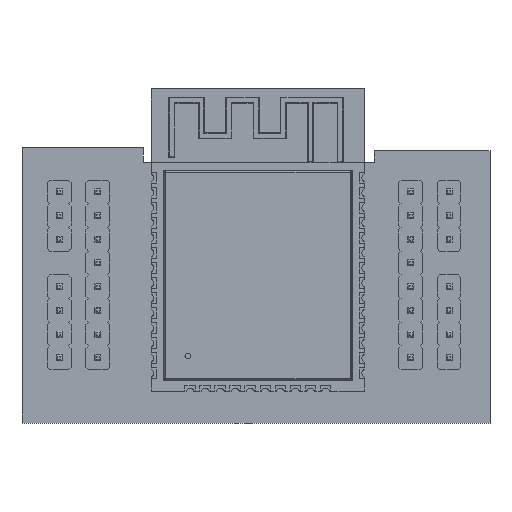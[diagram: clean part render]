
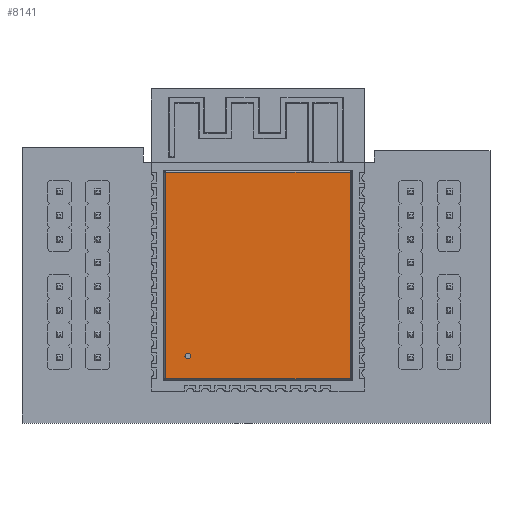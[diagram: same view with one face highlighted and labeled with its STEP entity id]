
A CAD part, top view. The second image highlights one B-rep face of the part: STEP entity #8141.
In plain terms, the highlighted face is planar.
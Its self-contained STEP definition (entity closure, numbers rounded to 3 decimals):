
#7764 = VERTEX_POINT('',#7765);
#7765 = CARTESIAN_POINT('',(-5.65,3.25,9.795));
#7771 = EDGE_CURVE('',#7772,#7764,#7774,.T.);
#7772 = VERTEX_POINT('',#7773);
#7773 = CARTESIAN_POINT('',(-6.15,3.25,9.795));
#7774 = CIRCLE('',#7775,0.25);
#7775 = AXIS2_PLACEMENT_3D('',#7776,#7777,#7778);
#7776 = CARTESIAN_POINT('',(-5.9,3.25,9.795));
#7777 = DIRECTION('',(0.,1.,0.));
#7778 = DIRECTION('',(1.,-0.,0.));
#8141 = ADVANCED_FACE('',(#8142,#8176),#8186,.T.);
#8142 = FACE_BOUND('',#8143,.T.);
#8143 = EDGE_LOOP('',(#8144,#8154,#8162,#8170));
#8144 = ORIENTED_EDGE('',*,*,#8145,.T.);
#8145 = EDGE_CURVE('',#8146,#8148,#8150,.T.);
#8146 = VERTEX_POINT('',#8147);
#8147 = CARTESIAN_POINT('',(-7.8,3.25,11.695));
#8148 = VERTEX_POINT('',#8149);
#8149 = CARTESIAN_POINT('',(7.8,3.25,11.695));
#8150 = LINE('',#8151,#8152);
#8151 = CARTESIAN_POINT('',(7.9,3.25,11.695));
#8152 = VECTOR('',#8153,1.);
#8153 = DIRECTION('',(1.,0.,0.));
#8154 = ORIENTED_EDGE('',*,*,#8155,.T.);
#8155 = EDGE_CURVE('',#8148,#8156,#8158,.T.);
#8156 = VERTEX_POINT('',#8157);
#8157 = CARTESIAN_POINT('',(7.8,3.25,-5.705));
#8158 = LINE('',#8159,#8160);
#8159 = CARTESIAN_POINT('',(7.8,3.25,-5.805));
#8160 = VECTOR('',#8161,1.);
#8161 = DIRECTION('',(0.,0.,-1.));
#8162 = ORIENTED_EDGE('',*,*,#8163,.T.);
#8163 = EDGE_CURVE('',#8156,#8164,#8166,.T.);
#8164 = VERTEX_POINT('',#8165);
#8165 = CARTESIAN_POINT('',(-7.8,3.25,-5.705));
#8166 = LINE('',#8167,#8168);
#8167 = CARTESIAN_POINT('',(-7.9,3.25,-5.705));
#8168 = VECTOR('',#8169,1.);
#8169 = DIRECTION('',(-1.,0.,0.));
#8170 = ORIENTED_EDGE('',*,*,#8171,.T.);
#8171 = EDGE_CURVE('',#8164,#8146,#8172,.T.);
#8172 = LINE('',#8173,#8174);
#8173 = CARTESIAN_POINT('',(-7.8,3.25,11.795));
#8174 = VECTOR('',#8175,1.);
#8175 = DIRECTION('',(0.,0.,1.));
#8176 = FACE_BOUND('',#8177,.T.);
#8177 = EDGE_LOOP('',(#8178,#8185));
#8178 = ORIENTED_EDGE('',*,*,#8179,.F.);
#8179 = EDGE_CURVE('',#7764,#7772,#8180,.T.);
#8180 = CIRCLE('',#8181,0.25);
#8181 = AXIS2_PLACEMENT_3D('',#8182,#8183,#8184);
#8182 = CARTESIAN_POINT('',(-5.9,3.25,9.795));
#8183 = DIRECTION('',(0.,1.,0.));
#8184 = DIRECTION('',(1.,-0.,0.));
#8185 = ORIENTED_EDGE('',*,*,#7771,.F.);
#8186 = PLANE('',#8187);
#8187 = AXIS2_PLACEMENT_3D('',#8188,#8189,#8190);
#8188 = CARTESIAN_POINT('',(0.,3.25,0.));
#8189 = DIRECTION('',(-0.,1.,0.));
#8190 = DIRECTION('',(1.,0.,0.));
